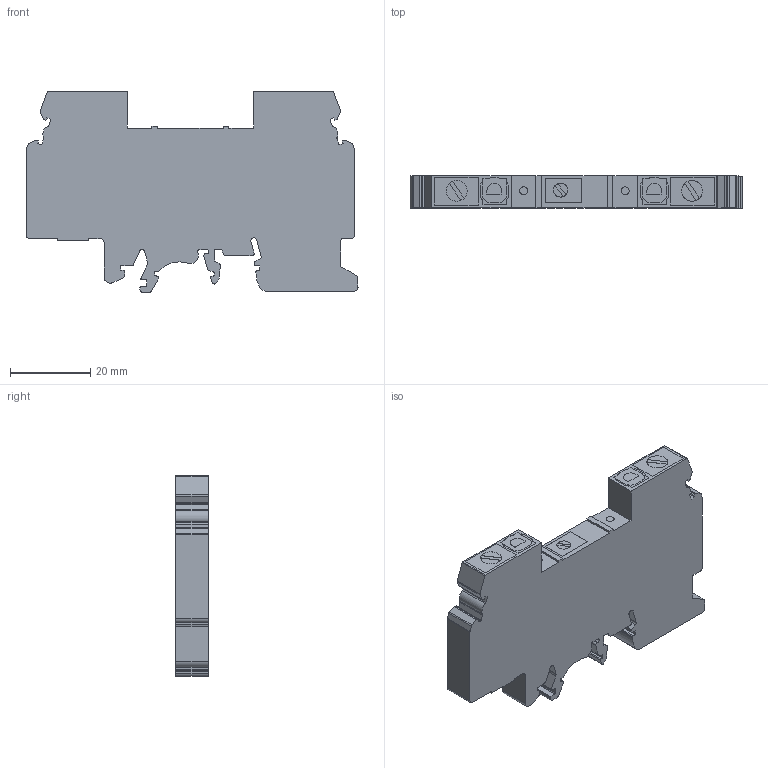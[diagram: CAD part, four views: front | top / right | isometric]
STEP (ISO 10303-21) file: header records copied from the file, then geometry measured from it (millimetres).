
FILE_DESCRIPTION (( 'STEP AP203' ), '1' );
FILE_NAME ('CDS6U.STEP', '2024-12-06T11:34:40', ( '' ), ( '' ), 'SwSTEP 2.0', 'SolidWorks 2022', '' );
FILE_SCHEMA (( 'CONFIG_CONTROL_DESIGN' ));
Length unit declared in the file: millimetre
Products named in the file (1): CDS6U
Bounding box: 82.8 x 8 x 50.11 mm (x, y, z)
Volume: 25185.9 mm3; surface area: 9209 mm2
Topology: 1 solids, 1 shells, 297 faces, 841 edges, 558 vertices
Faces by surface type: plane 160, cylinder 137
Entity records: 9770 total; most frequent: DIRECTION 1719, CARTESIAN_POINT 1697, ORIENTED_EDGE 1682, EDGE_CURVE 841, AXIS2_PLACEMENT_3D 580, LINE 559, VECTOR 559, VERTEX_POINT 558
